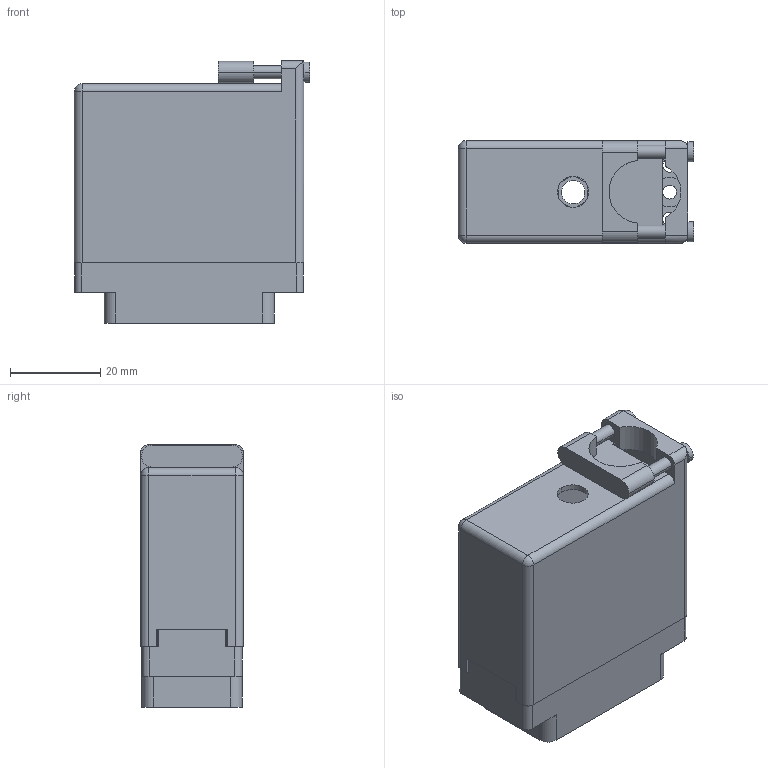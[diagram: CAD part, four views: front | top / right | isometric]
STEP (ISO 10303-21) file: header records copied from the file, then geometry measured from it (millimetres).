
FILE_DESCRIPTION (( 'STEP AP203' ), '1' );
FILE_NAME ('519-036-000-360.STEP', '2020-03-02T21:37:58', ( '' ), ( '' ), 'SwSTEP 2.0', 'SolidWorks 2016', '' );
FILE_SCHEMA (( 'CONFIG_CONTROL_DESIGN' ));
Length unit declared in the file: inch
Products named in the file (3): 519-036-000-360; 516-230-001_Metal - 038 Top Entry; 519 Plug Insulator_036
Assembly tree (2 placements, depth 2):
  519-036-000-360
    519 Plug Insulator_036
    516-230-001_Metal - 038 Top Entry
Bounding box: 52.27 x 22.83 x 58.32 mm (x, y, z)
Volume: 17949.1 mm3; surface area: 25478.7 mm2
Topology: 2 solids, 2 shells, 918 faces, 2683 edges, 1782 vertices
Faces by surface type: plane 648, cylinder 266, cone 2, sphere 2
Entity records: 30924 total; most frequent: CARTESIAN_POINT 5428, ORIENTED_EDGE 5362, DIRECTION 5197, EDGE_CURVE 2681, LINE 1999, VECTOR 1999, VERTEX_POINT 1782, AXIS2_PLACEMENT_3D 1599
